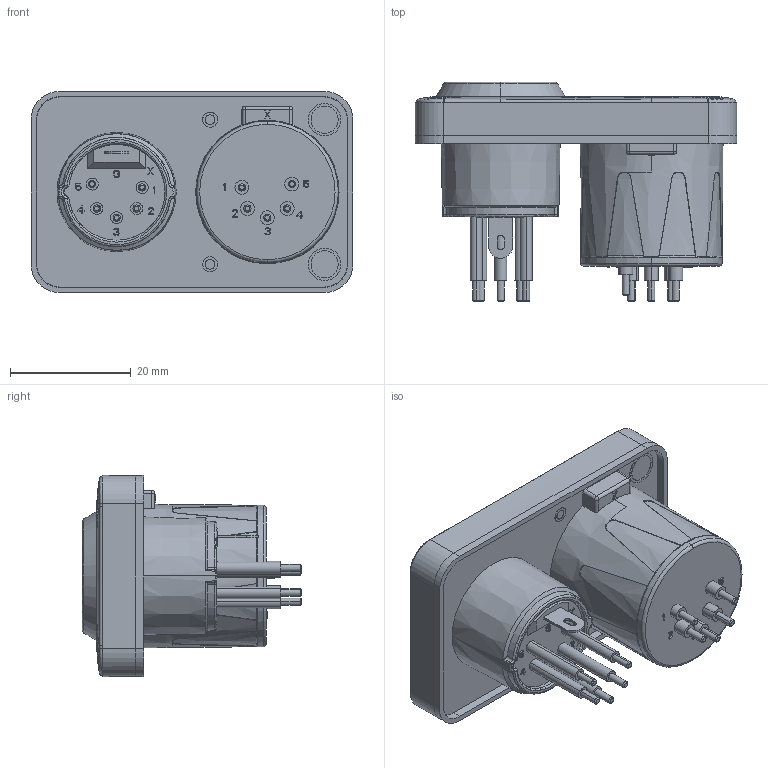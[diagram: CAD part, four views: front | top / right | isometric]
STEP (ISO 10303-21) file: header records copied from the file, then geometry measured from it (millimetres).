
FILE_DESCRIPTION((''),'2;1');
FILE_NAME('30012670','2025-09-02T07:33:24',('SYSTEM'),(''),'CREO PARAMETRIC BY PTC INC, 2023424','CREO PARAMETRIC BY PTC INC, 2023424','');
FILE_SCHEMA(('CONFIG_CONTROL_DESIGN'));
Length unit declared in the file: millimetre
Products named in the file (1): 30012670
Bounding box: 53.4 x 36.4 x 33.4 mm (x, y, z)
Volume: 24553.5 mm3; surface area: 8570.4 mm2
Topology: 1 solids, 3 shells, 1051 faces, 2912 edges, 1926 vertices
Faces by surface type: plane 701, cylinder 138, cone 86, bspline 81, torus 23, sphere 14, extrusion 8
Entity records: 39593 total; most frequent: CARTESIAN_POINT 13547, ORIENTED_EDGE 5796, DIRECTION 4798, EDGE_CURVE 2898, VECTOR 1932, VERTEX_POINT 1926, LINE 1924, AXIS2_PLACEMENT_3D 1433
